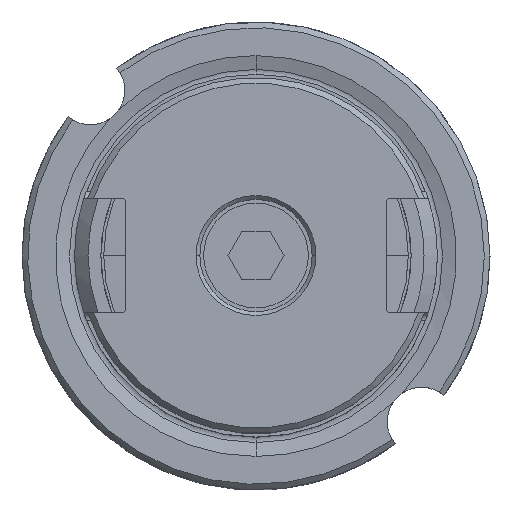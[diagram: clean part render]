
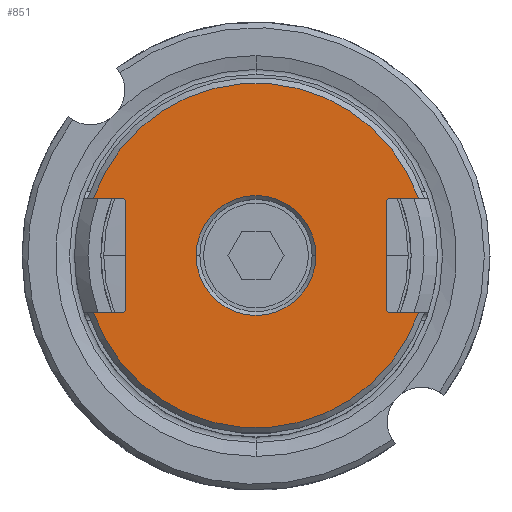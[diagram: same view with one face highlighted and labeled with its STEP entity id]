
A CAD part, top view. The second image highlights one B-rep face of the part: STEP entity #851.
In plain terms, the highlighted planar face has unit normal (0, 0, 1).
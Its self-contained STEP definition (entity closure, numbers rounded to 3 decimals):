
#277=FACE_BOUND('',#3655,.T.);
#278=FACE_BOUND('',#3656,.T.);
#851=ADVANCED_FACE('',(#277,#278),#1749,.T.);
#1749=PLANE('',#20284);
#3655=EDGE_LOOP('',(#9577,#9578,#9579,#9580,#9581,#9582,#9583,#9584,#9585,
#9586,#9587,#9588));
#3656=EDGE_LOOP('',(#9589,#9590));
#4731=LINE('',#27786,#6835);
#4734=LINE('',#27794,#6838);
#4737=LINE('',#27802,#6841);
#4740=LINE('',#27838,#6844);
#4743=LINE('',#27846,#6847);
#4746=LINE('',#27854,#6850);
#6835=VECTOR('',#22474,1.);
#6838=VECTOR('',#22483,1.);
#6841=VECTOR('',#22492,1.);
#6844=VECTOR('',#22501,1.);
#6847=VECTOR('',#22510,1.);
#6850=VECTOR('',#22519,1.);
#9577=ORIENTED_EDGE('',*,*,#16684,.F.);
#9578=ORIENTED_EDGE('',*,*,#16682,.F.);
#9579=ORIENTED_EDGE('',*,*,#16712,.F.);
#9580=ORIENTED_EDGE('',*,*,#16706,.F.);
#9581=ORIENTED_EDGE('',*,*,#16704,.F.);
#9582=ORIENTED_EDGE('',*,*,#16702,.F.);
#9583=ORIENTED_EDGE('',*,*,#16700,.F.);
#9584=ORIENTED_EDGE('',*,*,#16698,.F.);
#9585=ORIENTED_EDGE('',*,*,#16713,.F.);
#9586=ORIENTED_EDGE('',*,*,#16690,.F.);
#9587=ORIENTED_EDGE('',*,*,#16688,.F.);
#9588=ORIENTED_EDGE('',*,*,#16686,.F.);
#9589=ORIENTED_EDGE('',*,*,#16714,.F.);
#9590=ORIENTED_EDGE('',*,*,#16715,.F.);
#14670=VERTEX_POINT('',#27785);
#14671=VERTEX_POINT('',#27787);
#14672=VERTEX_POINT('',#27791);
#14673=VERTEX_POINT('',#27795);
#14674=VERTEX_POINT('',#27799);
#14675=VERTEX_POINT('',#27803);
#14680=VERTEX_POINT('',#27837);
#14681=VERTEX_POINT('',#27839);
#14682=VERTEX_POINT('',#27843);
#14683=VERTEX_POINT('',#27847);
#14684=VERTEX_POINT('',#27851);
#14685=VERTEX_POINT('',#27855);
#14688=VERTEX_POINT('',#27880);
#14689=VERTEX_POINT('',#27881);
#16682=EDGE_CURVE('',#14670,#14671,#4731,.T.);
#16684=EDGE_CURVE('',#14671,#14672,#19294,.T.);
#16686=EDGE_CURVE('',#14672,#14673,#4734,.T.);
#16688=EDGE_CURVE('',#14673,#14674,#19295,.T.);
#16690=EDGE_CURVE('',#14674,#14675,#4737,.T.);
#16698=EDGE_CURVE('',#14680,#14681,#4740,.T.);
#16700=EDGE_CURVE('',#14681,#14682,#19297,.T.);
#16702=EDGE_CURVE('',#14682,#14683,#4743,.T.);
#16704=EDGE_CURVE('',#14683,#14684,#19298,.T.);
#16706=EDGE_CURVE('',#14684,#14685,#4746,.T.);
#16712=EDGE_CURVE('',#14685,#14670,#19301,.T.);
#16713=EDGE_CURVE('',#14675,#14680,#19302,.T.);
#16714=EDGE_CURVE('',#14688,#14689,#19303,.T.);
#16715=EDGE_CURVE('',#14689,#14688,#19304,.T.);
#19294=CIRCLE('',#20260,0.2);
#19295=CIRCLE('',#20263,0.2);
#19297=CIRCLE('',#20269,0.2);
#19298=CIRCLE('',#20272,0.2);
#19301=CIRCLE('',#20279,9.05);
#19302=CIRCLE('',#20281,9.05);
#19303=CIRCLE('',#20282,3.15);
#19304=CIRCLE('',#20283,3.15);
#20260=AXIS2_PLACEMENT_3D('',#27790,#22478,#22479);
#20263=AXIS2_PLACEMENT_3D('',#27798,#22487,#22488);
#20269=AXIS2_PLACEMENT_3D('',#27842,#22505,#22506);
#20272=AXIS2_PLACEMENT_3D('',#27850,#22514,#22515);
#20279=AXIS2_PLACEMENT_3D('',#27876,#22531,#22532);
#20281=AXIS2_PLACEMENT_3D('',#27878,#22535,#22536);
#20282=AXIS2_PLACEMENT_3D('',#27879,#22537,#22538);
#20283=AXIS2_PLACEMENT_3D('',#27882,#22539,#22540);
#20284=AXIS2_PLACEMENT_3D('',#27883,#22541,#22542);
#22474=DIRECTION('',(1.,0.,0.));
#22478=DIRECTION('',(0.,0.,1.));
#22479=DIRECTION('',(0.,-1.,0.));
#22483=DIRECTION('',(0.,1.,0.));
#22487=DIRECTION('',(0.,0.,1.));
#22488=DIRECTION('',(1.,0.,0.));
#22492=DIRECTION('',(-1.,0.,0.));
#22501=DIRECTION('',(-1.,0.,0.));
#22505=DIRECTION('',(0.,0.,1.));
#22506=DIRECTION('',(0.,1.,0.));
#22510=DIRECTION('',(0.,-1.,0.));
#22514=DIRECTION('',(0.,0.,1.));
#22515=DIRECTION('',(-1.,0.,0.));
#22519=DIRECTION('',(1.,0.,0.));
#22531=DIRECTION('',(0.,0.,-1.));
#22532=DIRECTION('',(0.943,-0.332,0.));
#22535=DIRECTION('',(0.,0.,-1.));
#22536=DIRECTION('',(-0.943,0.332,0.));
#22537=DIRECTION('',(0.,0.,1.));
#22538=DIRECTION('',(-1.,0.,0.));
#22539=DIRECTION('',(0.,0.,1.));
#22540=DIRECTION('',(1.,0.,0.));
#22541=DIRECTION('',(0.,0.,1.));
#22542=DIRECTION('',(-1.,0.,0.));
#27785=CARTESIAN_POINT('',(-8.537,-3.004,14.5));
#27786=CARTESIAN_POINT('',(-8.537,-3.004,14.5));
#27787=CARTESIAN_POINT('',(-7.05,-3.004,14.5));
#27790=CARTESIAN_POINT('',(-7.05,-2.804,14.5));
#27791=CARTESIAN_POINT('',(-6.85,-2.804,14.5));
#27794=CARTESIAN_POINT('',(-6.85,-2.804,14.5));
#27795=CARTESIAN_POINT('',(-6.85,2.804,14.5));
#27798=CARTESIAN_POINT('',(-7.05,2.804,14.5));
#27799=CARTESIAN_POINT('',(-7.05,3.004,14.5));
#27802=CARTESIAN_POINT('',(-7.05,3.004,14.5));
#27803=CARTESIAN_POINT('',(-8.537,3.004,14.5));
#27837=CARTESIAN_POINT('',(8.537,3.004,14.5));
#27838=CARTESIAN_POINT('',(8.537,3.004,14.5));
#27839=CARTESIAN_POINT('',(7.05,3.004,14.5));
#27842=CARTESIAN_POINT('',(7.05,2.804,14.5));
#27843=CARTESIAN_POINT('',(6.85,2.804,14.5));
#27846=CARTESIAN_POINT('',(6.85,2.804,14.5));
#27847=CARTESIAN_POINT('',(6.85,-2.804,14.5));
#27850=CARTESIAN_POINT('',(7.05,-2.804,14.5));
#27851=CARTESIAN_POINT('',(7.05,-3.004,14.5));
#27854=CARTESIAN_POINT('',(7.05,-3.004,14.5));
#27855=CARTESIAN_POINT('',(8.537,-3.004,14.5));
#27876=CARTESIAN_POINT('',(0.,0.,14.5));
#27878=CARTESIAN_POINT('',(0.,0.,14.5));
#27879=CARTESIAN_POINT('',(0.,0.,14.5));
#27880=CARTESIAN_POINT('',(-3.15,0.,14.5));
#27881=CARTESIAN_POINT('',(3.15,0.,14.5));
#27882=CARTESIAN_POINT('',(0.,0.,14.5));
#27883=CARTESIAN_POINT('',(0.,0.,14.5));
